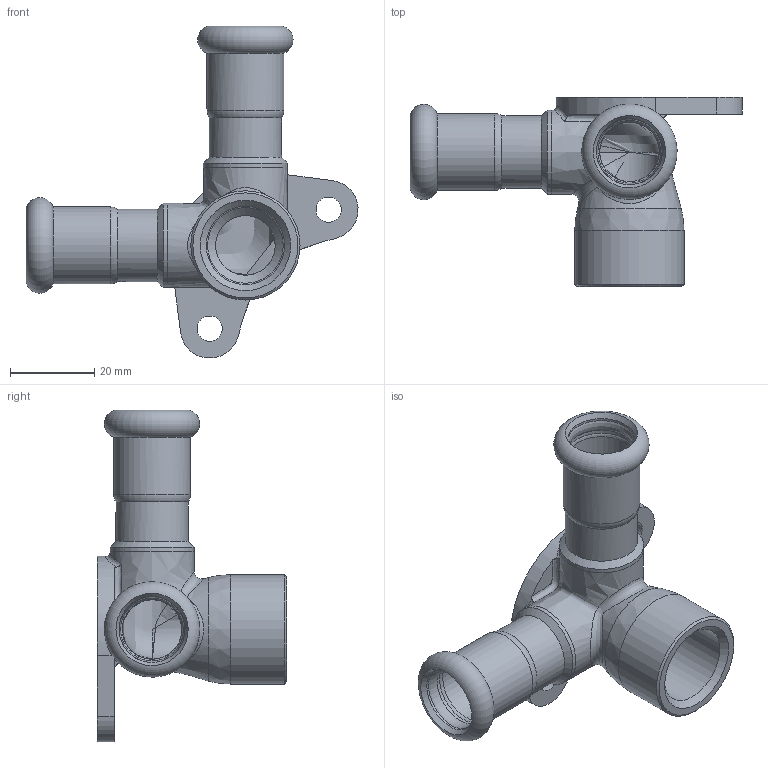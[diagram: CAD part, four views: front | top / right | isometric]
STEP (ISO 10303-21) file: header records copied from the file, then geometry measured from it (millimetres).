
FILE_DESCRIPTION(/* description */ ('TRIVIO 1/2"x15'),/* implementation_level */ '2;1');
FILE_NAME(/* name */ '185102315_Inoxpres.stp',/* time_stamp */ '2022-10-11T15:12:07+02:00',/* author */ ('Vault'),/* organization */ ('Raccorderie metalliche s.p.a.'),/* preprocessor_version */ 'ST-DEVELOPER v18.1',/* originating_system */ 'Autodesk Inventor 2020',/* authorisation */ 'Raccorderie metalliche s.p.a.');
FILE_SCHEMA (('AUTOMOTIVE_DESIGN { 1 0 10303 214 3 1 1 }'));
Length unit declared in the file: millimetre
Products named in the file (1): 185102315_Inoxpres
Bounding box: 78.98 x 45 x 78.98 mm (x, y, z)
Volume: 22105.7 mm3; surface area: 15756.7 mm2
Topology: 1 solids, 1 shells, 69 faces, 230 edges, 155 vertices
Faces by surface type: cylinder 25, bspline 15, torus 11, cone 9, plane 9
Full cylindrical faces by diameter (mm): 6 x2, 14.2 x3, 15.3 x2, 15.7 x4, 17.2 x2, 18 x1, 18.3 x2, 18.631 x1, 20 x2, 26 x1
Entity records: 7094 total; most frequent: CARTESIAN_POINT 5054, ORIENTED_EDGE 448, DIRECTION 423, EDGE_CURVE 224, AXIS2_PLACEMENT_3D 189, VERTEX_POINT 155, CIRCLE 134, EDGE_LOOP 75
